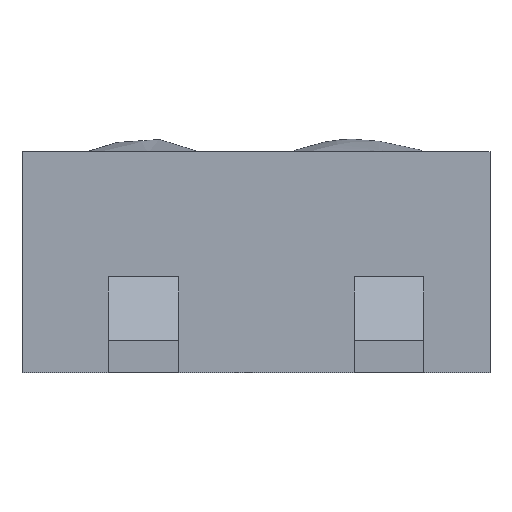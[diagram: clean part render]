
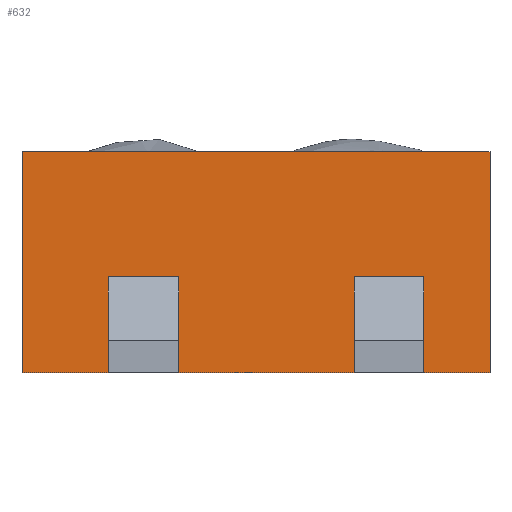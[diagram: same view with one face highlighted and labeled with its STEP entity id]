
A CAD part, left-side view. The second image highlights one B-rep face of the part: STEP entity #632.
In plain terms, the highlighted planar face has unit normal (-1, 0, 0).
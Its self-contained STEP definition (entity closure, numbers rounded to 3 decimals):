
#35 = VERTEX_POINT('',#36);
#36 = CARTESIAN_POINT('',(-1.447,-0.757,0.737
    ));
#51 = VERTEX_POINT('',#52);
#52 = CARTESIAN_POINT('',(-1.447,-1.29,0.737
    ));
#58 = EDGE_CURVE('',#51,#35,#59,.T.);
#59 = LINE('',#60,#61);
#60 = CARTESIAN_POINT('',(-1.447,-3.102,0.737
    ));
#61 = VECTOR('',#62,1.);
#62 = DIRECTION('',(0.,1.,0.));
#228 = VERTEX_POINT('',#229);
#229 = CARTESIAN_POINT('',(-1.447,-0.757,
    0.495));
#235 = EDGE_CURVE('',#236,#228,#238,.T.);
#236 = VERTEX_POINT('',#237);
#237 = CARTESIAN_POINT('',(-1.447,-1.29,
    0.495));
#238 = LINE('',#239,#240);
#239 = CARTESIAN_POINT('',(-1.447,-3.102,
    0.495));
#240 = VECTOR('',#241,1.);
#241 = DIRECTION('',(0.,1.,0.));
#606 = VERTEX_POINT('',#607);
#607 = CARTESIAN_POINT('',(-1.447,1.8,0.));
#613 = EDGE_CURVE('',#614,#606,#616,.T.);
#614 = VERTEX_POINT('',#615);
#615 = CARTESIAN_POINT('',(-1.447,1.8,1.7));
#616 = LINE('',#617,#618);
#617 = CARTESIAN_POINT('',(-1.447,1.8,1.7));
#618 = VECTOR('',#619,1.);
#619 = DIRECTION('',(0.,0.,-1.));
#632 = ADVANCED_FACE('',(#633,#667,#683),#708,.F.);
#633 = FACE_BOUND('',#634,.T.);
#634 = EDGE_LOOP('',(#635,#645,#653,#661));
#635 = ORIENTED_EDGE('',*,*,#636,.T.);
#636 = EDGE_CURVE('',#637,#639,#641,.T.);
#637 = VERTEX_POINT('',#638);
#638 = CARTESIAN_POINT('',(-1.447,1.135,0.495
    ));
#639 = VERTEX_POINT('',#640);
#640 = CARTESIAN_POINT('',(-1.447,1.135,0.737
    ));
#641 = LINE('',#642,#643);
#642 = CARTESIAN_POINT('',(-1.447,1.135,
    0.));
#643 = VECTOR('',#644,1.);
#644 = DIRECTION('',(0.,0.,1.));
#645 = ORIENTED_EDGE('',*,*,#646,.F.);
#646 = EDGE_CURVE('',#647,#639,#649,.T.);
#647 = VERTEX_POINT('',#648);
#648 = CARTESIAN_POINT('',(-1.447,0.593,0.737
    ));
#649 = LINE('',#650,#651);
#650 = CARTESIAN_POINT('',(-1.447,-3.102,
    0.737));
#651 = VECTOR('',#652,1.);
#652 = DIRECTION('',(0.,1.,0.));
#653 = ORIENTED_EDGE('',*,*,#654,.F.);
#654 = EDGE_CURVE('',#655,#647,#657,.T.);
#655 = VERTEX_POINT('',#656);
#656 = CARTESIAN_POINT('',(-1.447,0.593,0.495
    ));
#657 = LINE('',#658,#659);
#658 = CARTESIAN_POINT('',(-1.447,0.593,
    0.));
#659 = VECTOR('',#660,1.);
#660 = DIRECTION('',(0.,0.,1.));
#661 = ORIENTED_EDGE('',*,*,#662,.T.);
#662 = EDGE_CURVE('',#655,#637,#663,.T.);
#663 = LINE('',#664,#665);
#664 = CARTESIAN_POINT('',(-1.447,-3.102,
    0.495));
#665 = VECTOR('',#666,1.);
#666 = DIRECTION('',(0.,1.,0.));
#667 = FACE_BOUND('',#668,.T.);
#668 = EDGE_LOOP('',(#669,#675,#676,#682));
#669 = ORIENTED_EDGE('',*,*,#670,.T.);
#670 = EDGE_CURVE('',#228,#35,#671,.T.);
#671 = LINE('',#672,#673);
#672 = CARTESIAN_POINT('',(-1.447,-0.757,
    0.));
#673 = VECTOR('',#674,1.);
#674 = DIRECTION('',(0.,0.,1.));
#675 = ORIENTED_EDGE('',*,*,#58,.F.);
#676 = ORIENTED_EDGE('',*,*,#677,.F.);
#677 = EDGE_CURVE('',#236,#51,#678,.T.);
#678 = LINE('',#679,#680);
#679 = CARTESIAN_POINT('',(-1.447,-1.29,
    0.));
#680 = VECTOR('',#681,1.);
#681 = DIRECTION('',(0.,0.,1.));
#682 = ORIENTED_EDGE('',*,*,#235,.T.);
#683 = FACE_BOUND('',#684,.T.);
#684 = EDGE_LOOP('',(#685,#695,#701,#702));
#685 = ORIENTED_EDGE('',*,*,#686,.F.);
#686 = EDGE_CURVE('',#687,#689,#691,.T.);
#687 = VERTEX_POINT('',#688);
#688 = CARTESIAN_POINT('',(-1.447,-1.8,1.7));
#689 = VERTEX_POINT('',#690);
#690 = CARTESIAN_POINT('',(-1.447,-1.8,0.));
#691 = LINE('',#692,#693);
#692 = CARTESIAN_POINT('',(-1.447,-1.8,1.7));
#693 = VECTOR('',#694,1.);
#694 = DIRECTION('',(0.,0.,-1.));
#695 = ORIENTED_EDGE('',*,*,#696,.F.);
#696 = EDGE_CURVE('',#614,#687,#697,.T.);
#697 = LINE('',#698,#699);
#698 = CARTESIAN_POINT('',(-1.447,-1.8,1.7));
#699 = VECTOR('',#700,1.);
#700 = DIRECTION('',(0.,-1.,0.));
#701 = ORIENTED_EDGE('',*,*,#613,.T.);
#702 = ORIENTED_EDGE('',*,*,#703,.T.);
#703 = EDGE_CURVE('',#606,#689,#704,.T.);
#704 = LINE('',#705,#706);
#705 = CARTESIAN_POINT('',(-1.447,-1.8,0.));
#706 = VECTOR('',#707,1.);
#707 = DIRECTION('',(0.,-1.,0.));
#708 = PLANE('',#709);
#709 = AXIS2_PLACEMENT_3D('',#710,#711,#712);
#710 = CARTESIAN_POINT('',(-1.447,-1.8,1.7));
#711 = DIRECTION('',(1.,0.,0.));
#712 = DIRECTION('',(0.,1.,0.));
